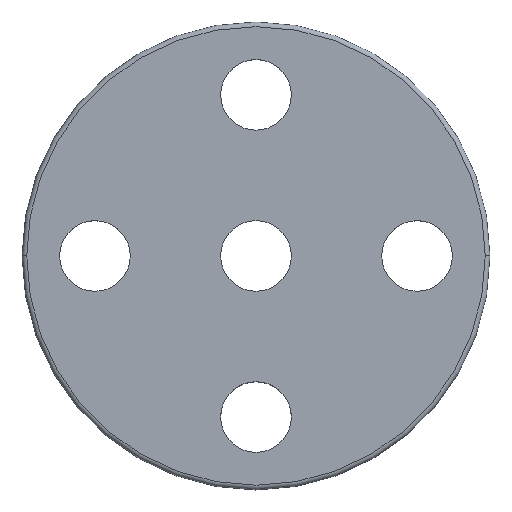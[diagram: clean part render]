
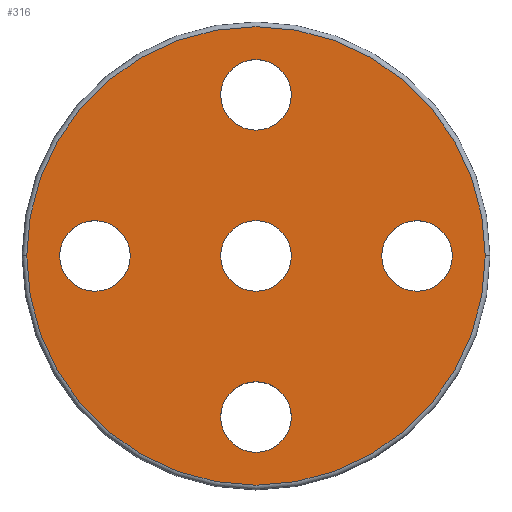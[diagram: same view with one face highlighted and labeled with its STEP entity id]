
A CAD part, top view. The second image highlights one B-rep face of the part: STEP entity #316.
In plain terms, the highlighted planar face has unit normal (0, 0, 1).
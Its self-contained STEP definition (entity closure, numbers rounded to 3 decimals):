
#1 = FACE_BOUND ( 'NONE', #642, .T. ) ;
#20 = CARTESIAN_POINT ( 'NONE',  ( 5.35, 0., 2.5 ) ) ;
#30 = EDGE_CURVE ( 'NONE', #247, #337, #291, .T. ) ;
#45 = EDGE_LOOP ( 'NONE', ( #843, #636 ) ) ;
#49 = VERTEX_POINT ( 'NONE', #102 ) ;
#63 = DIRECTION ( 'NONE',  ( 1., 0., 0. ) ) ;
#71 = DIRECTION ( 'NONE',  ( 1., 0., 0. ) ) ;
#76 = CARTESIAN_POINT ( 'NONE',  ( -1.5, 6.85, 2.5 ) ) ;
#77 = DIRECTION ( 'NONE',  ( 0., 0., 1. ) ) ;
#80 = AXIS2_PLACEMENT_3D ( 'NONE', #271, #547, #411 ) ;
#84 = DIRECTION ( 'NONE',  ( 1., 0., 0. ) ) ;
#95 = DIRECTION ( 'NONE',  ( 1., 0., 0. ) ) ;
#102 = CARTESIAN_POINT ( 'NONE',  ( 1.5, 6.85, 2.5 ) ) ;
#103 = AXIS2_PLACEMENT_3D ( 'NONE', #483, #739, #63 ) ;
#106 = DIRECTION ( 'NONE',  ( 1., 0., 0. ) ) ;
#117 = FACE_BOUND ( 'NONE', #342, .T. ) ;
#125 = VERTEX_POINT ( 'NONE', #302 ) ;
#127 = EDGE_CURVE ( 'NONE', #446, #436, #592, .T. ) ;
#133 = EDGE_CURVE ( 'NONE', #835, #648, #267, .T. ) ;
#136 = CARTESIAN_POINT ( 'NONE',  ( 8.35, 0., 2.5 ) ) ;
#142 = CIRCLE ( 'NONE', #698, 9.75 ) ;
#159 = EDGE_CURVE ( 'NONE', #322, #125, #708, .T. ) ;
#164 = DIRECTION ( 'NONE',  ( 0., 0., 1. ) ) ;
#166 = AXIS2_PLACEMENT_3D ( 'NONE', #560, #77, #84 ) ;
#175 = ORIENTED_EDGE ( 'NONE', *, *, #133, .T. ) ;
#197 = CIRCLE ( 'NONE', #236, 1.5 ) ;
#206 = FACE_BOUND ( 'NONE', #260, .T. ) ;
#207 = AXIS2_PLACEMENT_3D ( 'NONE', #496, #428, #758 ) ;
#211 = DIRECTION ( 'NONE',  ( 0., 0., 1. ) ) ;
#222 = DIRECTION ( 'NONE',  ( 1., 0., 0. ) ) ;
#227 = CARTESIAN_POINT ( 'NONE',  ( 0., 6.85, 2.5 ) ) ;
#236 = AXIS2_PLACEMENT_3D ( 'NONE', #744, #662, #657 ) ;
#247 = VERTEX_POINT ( 'NONE', #533 ) ;
#253 = DIRECTION ( 'NONE',  ( 1., 0., 0. ) ) ;
#259 = EDGE_CURVE ( 'NONE', #436, #446, #754, .T. ) ;
#260 = EDGE_LOOP ( 'NONE', ( #382, #391 ) ) ;
#262 = ORIENTED_EDGE ( 'NONE', *, *, #417, .T. ) ;
#267 = CIRCLE ( 'NONE', #290, 9.75 ) ;
#271 = CARTESIAN_POINT ( 'NONE',  ( 6.85, 0., 2.5 ) ) ;
#276 = FACE_BOUND ( 'NONE', #45, .T. ) ;
#288 = EDGE_CURVE ( 'NONE', #337, #247, #846, .T. ) ;
#290 = AXIS2_PLACEMENT_3D ( 'NONE', #826, #441, #376 ) ;
#291 = CIRCLE ( 'NONE', #414, 1.5 ) ;
#302 = CARTESIAN_POINT ( 'NONE',  ( 1.5, 0., 2.5 ) ) ;
#314 = EDGE_LOOP ( 'NONE', ( #415, #663 ) ) ;
#316 = ADVANCED_FACE ( 'NONE', ( #722, #276, #206, #117, #802, #1 ), #478, .T. ) ;
#318 = ORIENTED_EDGE ( 'NONE', *, *, #159, .F. ) ;
#319 = VERTEX_POINT ( 'NONE', #136 ) ;
#321 = EDGE_CURVE ( 'NONE', #723, #319, #620, .T. ) ;
#322 = VERTEX_POINT ( 'NONE', #615 ) ;
#327 = AXIS2_PLACEMENT_3D ( 'NONE', #445, #164, #95 ) ;
#333 = EDGE_CURVE ( 'NONE', #49, #691, #197, .T. ) ;
#337 = VERTEX_POINT ( 'NONE', #348 ) ;
#342 = EDGE_LOOP ( 'NONE', ( #318, #829 ) ) ;
#348 = CARTESIAN_POINT ( 'NONE',  ( -5.35, 0., 2.5 ) ) ;
#360 = AXIS2_PLACEMENT_3D ( 'NONE', #227, #685, #368 ) ;
#364 = CIRCLE ( 'NONE', #207, 1.5 ) ;
#368 = DIRECTION ( 'NONE',  ( 1., 0., 0. ) ) ;
#376 = DIRECTION ( 'NONE',  ( 1., 0., 0. ) ) ;
#379 = AXIS2_PLACEMENT_3D ( 'NONE', #725, #211, #798 ) ;
#382 = ORIENTED_EDGE ( 'NONE', *, *, #321, .F. ) ;
#391 = ORIENTED_EDGE ( 'NONE', *, *, #804, .F. ) ;
#411 = DIRECTION ( 'NONE',  ( 1., 0., 0. ) ) ;
#413 = AXIS2_PLACEMENT_3D ( 'NONE', #856, #470, #71 ) ;
#414 = AXIS2_PLACEMENT_3D ( 'NONE', #845, #850, #253 ) ;
#415 = ORIENTED_EDGE ( 'NONE', *, *, #259, .F. ) ;
#417 = EDGE_CURVE ( 'NONE', #648, #835, #142, .T. ) ;
#428 = DIRECTION ( 'NONE',  ( 0., 0., 1. ) ) ;
#430 = EDGE_CURVE ( 'NONE', #691, #49, #610, .T. ) ;
#436 = VERTEX_POINT ( 'NONE', #631 ) ;
#441 = DIRECTION ( 'NONE',  ( 0., 0., 1. ) ) ;
#445 = CARTESIAN_POINT ( 'NONE',  ( 0., -6.85, 2.5 ) ) ;
#446 = VERTEX_POINT ( 'NONE', #817 ) ;
#450 = CARTESIAN_POINT ( 'NONE',  ( 0., 0., 2.5 ) ) ;
#470 = DIRECTION ( 'NONE',  ( 0., 0., 1. ) ) ;
#478 = PLANE ( 'NONE',  #103 ) ;
#483 = CARTESIAN_POINT ( 'NONE',  ( 0., 0., 2.5 ) ) ;
#489 = EDGE_CURVE ( 'NONE', #125, #322, #580, .T. ) ;
#496 = CARTESIAN_POINT ( 'NONE',  ( 6.85, 0., 2.5 ) ) ;
#533 = CARTESIAN_POINT ( 'NONE',  ( -8.35, 0., 2.5 ) ) ;
#547 = DIRECTION ( 'NONE',  ( 0., 0., 1. ) ) ;
#556 = DIRECTION ( 'NONE',  ( 0., 0., 1. ) ) ;
#560 = CARTESIAN_POINT ( 'NONE',  ( 0., 0., 2.5 ) ) ;
#580 = CIRCLE ( 'NONE', #166, 1.5 ) ;
#592 = CIRCLE ( 'NONE', #327, 1.5 ) ;
#610 = CIRCLE ( 'NONE', #360, 1.5 ) ;
#615 = CARTESIAN_POINT ( 'NONE',  ( -1.5, 0., 2.5 ) ) ;
#620 = CIRCLE ( 'NONE', #80, 1.5 ) ;
#631 = CARTESIAN_POINT ( 'NONE',  ( -1.5, -6.85, 2.5 ) ) ;
#636 = ORIENTED_EDGE ( 'NONE', *, *, #288, .F. ) ;
#642 = EDGE_LOOP ( 'NONE', ( #795, #786 ) ) ;
#645 = EDGE_LOOP ( 'NONE', ( #262, #175 ) ) ;
#648 = VERTEX_POINT ( 'NONE', #703 ) ;
#657 = DIRECTION ( 'NONE',  ( 1., 0., 0. ) ) ;
#662 = DIRECTION ( 'NONE',  ( 0., 0., 1. ) ) ;
#663 = ORIENTED_EDGE ( 'NONE', *, *, #127, .F. ) ;
#685 = DIRECTION ( 'NONE',  ( 0., 0., 1. ) ) ;
#691 = VERTEX_POINT ( 'NONE', #76 ) ;
#693 = CARTESIAN_POINT ( 'NONE',  ( 0., 0., 2.5 ) ) ;
#698 = AXIS2_PLACEMENT_3D ( 'NONE', #693, #556, #222 ) ;
#703 = CARTESIAN_POINT ( 'NONE',  ( 9.75, 0., 2.5 ) ) ;
#708 = CIRCLE ( 'NONE', #791, 1.5 ) ;
#710 = DIRECTION ( 'NONE',  ( 0., 0., 1. ) ) ;
#722 = FACE_OUTER_BOUND ( 'NONE', #645, .T. ) ;
#723 = VERTEX_POINT ( 'NONE', #20 ) ;
#724 = CARTESIAN_POINT ( 'NONE',  ( -9.75, 0., 2.5 ) ) ;
#725 = CARTESIAN_POINT ( 'NONE',  ( -6.85, 0., 2.5 ) ) ;
#739 = DIRECTION ( 'NONE',  ( 0., 0., 1. ) ) ;
#744 = CARTESIAN_POINT ( 'NONE',  ( 0., 6.85, 2.5 ) ) ;
#754 = CIRCLE ( 'NONE', #413, 1.5 ) ;
#758 = DIRECTION ( 'NONE',  ( 1., 0., 0. ) ) ;
#786 = ORIENTED_EDGE ( 'NONE', *, *, #333, .F. ) ;
#791 = AXIS2_PLACEMENT_3D ( 'NONE', #450, #710, #106 ) ;
#795 = ORIENTED_EDGE ( 'NONE', *, *, #430, .F. ) ;
#798 = DIRECTION ( 'NONE',  ( 1., 0., 0. ) ) ;
#802 = FACE_BOUND ( 'NONE', #314, .T. ) ;
#804 = EDGE_CURVE ( 'NONE', #319, #723, #364, .T. ) ;
#817 = CARTESIAN_POINT ( 'NONE',  ( 1.5, -6.85, 2.5 ) ) ;
#826 = CARTESIAN_POINT ( 'NONE',  ( 0., 0., 2.5 ) ) ;
#829 = ORIENTED_EDGE ( 'NONE', *, *, #489, .F. ) ;
#835 = VERTEX_POINT ( 'NONE', #724 ) ;
#843 = ORIENTED_EDGE ( 'NONE', *, *, #30, .F. ) ;
#845 = CARTESIAN_POINT ( 'NONE',  ( -6.85, 0., 2.5 ) ) ;
#846 = CIRCLE ( 'NONE', #379, 1.5 ) ;
#850 = DIRECTION ( 'NONE',  ( 0., 0., 1. ) ) ;
#856 = CARTESIAN_POINT ( 'NONE',  ( 0., -6.85, 2.5 ) ) ;
